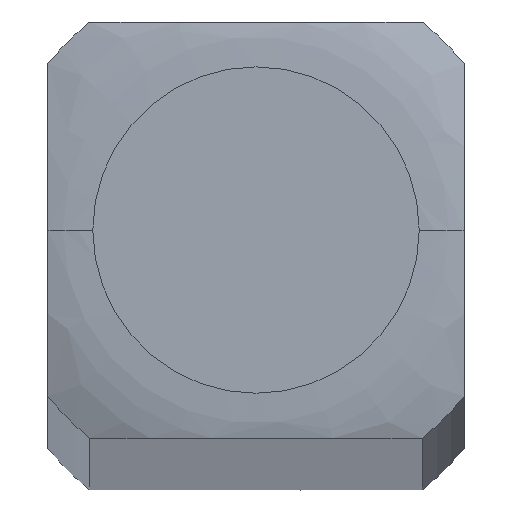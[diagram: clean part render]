
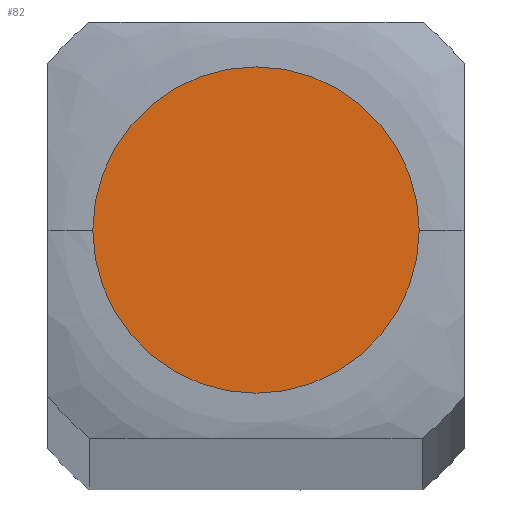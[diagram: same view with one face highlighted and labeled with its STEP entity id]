
A CAD part, top view. The second image highlights one B-rep face of the part: STEP entity #82.
In plain terms, the highlighted planar face has unit normal (0, 0, 1).
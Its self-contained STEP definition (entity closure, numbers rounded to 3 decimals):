
#82 = ADVANCED_FACE ( 'NONE', ( #296 ), #532, .F. ) ;
#248 = AXIS2_PLACEMENT_3D ( 'NONE', #465, #464, #461 ) ;
#260 = AXIS2_PLACEMENT_3D ( 'NONE', #555, #554, #552 ) ;
#265 = CIRCLE ( 'NONE', #248, 1.245 ) ;
#284 = CIRCLE ( 'NONE', #260, 1.245 ) ;
#296 = FACE_OUTER_BOUND ( 'NONE', #310, .T. ) ;
#310 = EDGE_LOOP ( 'NONE', ( #408, #410 ) ) ;
#342 = EDGE_CURVE ( 'NONE', #359, #361, #284, .T. ) ;
#359 = VERTEX_POINT ( 'NONE', #560 ) ;
#361 = VERTEX_POINT ( 'NONE', #550 ) ;
#408 = ORIENTED_EDGE ( 'NONE', *, *, #456, .T. ) ;
#410 = ORIENTED_EDGE ( 'NONE', *, *, #342, .T. ) ;
#451 = AXIS2_PLACEMENT_3D ( 'NONE', #551, #514, #457 ) ;
#456 = EDGE_CURVE ( 'NONE', #361, #359, #265, .T. ) ;
#457 = DIRECTION ( 'NONE',  ( -1., 0., 0. ) ) ;
#461 = DIRECTION ( 'NONE',  ( 1., 0., 0. ) ) ;
#464 = DIRECTION ( 'NONE',  ( 0., 0., 1. ) ) ;
#465 = CARTESIAN_POINT ( 'NONE',  ( 0., 0., 113.411 ) ) ;
#514 = DIRECTION ( 'NONE',  ( 0., 0., -1. ) ) ;
#532 = PLANE ( 'NONE',  #451 ) ;
#550 = CARTESIAN_POINT ( 'NONE',  ( 1.245, 0., 113.411 ) ) ;
#551 = CARTESIAN_POINT ( 'NONE',  ( -1.588, 1.588, 113.411 ) ) ;
#552 = DIRECTION ( 'NONE',  ( 1., 0., 0. ) ) ;
#554 = DIRECTION ( 'NONE',  ( 0., 0., 1. ) ) ;
#555 = CARTESIAN_POINT ( 'NONE',  ( 0., 0., 113.411 ) ) ;
#560 = CARTESIAN_POINT ( 'NONE',  ( -1.245, 0., 113.411 ) ) ;
